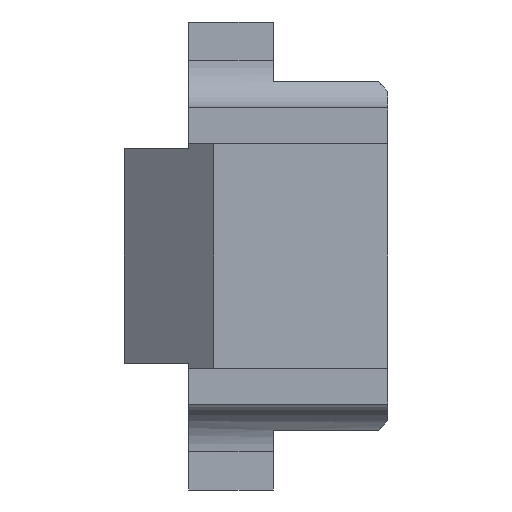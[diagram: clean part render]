
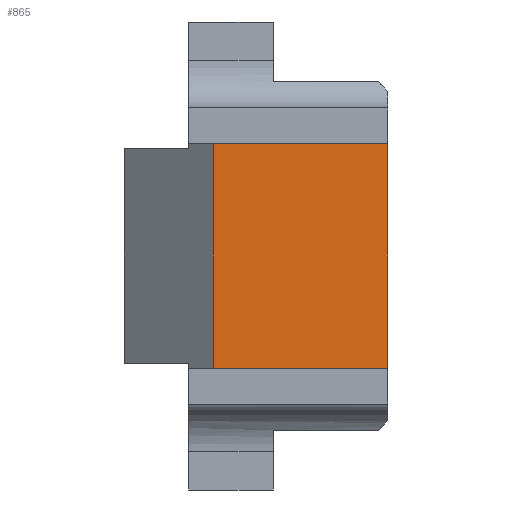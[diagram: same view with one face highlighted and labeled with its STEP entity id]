
A CAD part, front view. The second image highlights one B-rep face of the part: STEP entity #865.
In plain terms, the highlighted planar face has unit normal (0, -1, 0).
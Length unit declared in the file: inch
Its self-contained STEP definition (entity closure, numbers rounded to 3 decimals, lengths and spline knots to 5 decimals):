
#70=FACE_OUTER_BOUND('',#116,.T.);
#116=EDGE_LOOP('',(#752,#753,#754,#755));
#184=LINE('',#1387,#280);
#198=LINE('',#1414,#294);
#208=LINE('',#1436,#304);
#216=LINE('',#1457,#312);
#280=VECTOR('',#1096,0.3937);
#294=VECTOR('',#1120,0.3937);
#304=VECTOR('',#1146,0.3937);
#312=VECTOR('',#1170,0.3937);
#399=VERTEX_POINT('',#1384);
#400=VERTEX_POINT('',#1386);
#408=VERTEX_POINT('',#1412);
#412=VERTEX_POINT('',#1434);
#501=EDGE_CURVE('',#399,#400,#184,.T.);
#516=EDGE_CURVE('',#408,#399,#198,.T.);
#527=EDGE_CURVE('',#412,#408,#208,.T.);
#538=EDGE_CURVE('',#412,#400,#216,.T.);
#752=ORIENTED_EDGE('',*,*,#501,.F.);
#753=ORIENTED_EDGE('',*,*,#516,.F.);
#754=ORIENTED_EDGE('',*,*,#527,.F.);
#755=ORIENTED_EDGE('',*,*,#538,.T.);
#822=PLANE('',#947);
#865=ADVANCED_FACE('',(#70),#822,.T.);
#947=AXIS2_PLACEMENT_3D('',#1456,#1168,#1169);
#1096=DIRECTION('',(0.,0.,-1.));
#1120=DIRECTION('',(1.,0.,0.));
#1146=DIRECTION('',(0.,0.,1.));
#1168=DIRECTION('center_axis',(0.,-1.,0.));
#1169=DIRECTION('ref_axis',(0.,0.,-1.));
#1170=DIRECTION('',(1.,0.,0.));
#1384=CARTESIAN_POINT('',(-0.01,-0.4425,0.235));
#1386=CARTESIAN_POINT('',(-0.01,-0.4425,-0.235));
#1387=CARTESIAN_POINT('',(-0.01,-0.4425,-0.09375));
#1412=CARTESIAN_POINT('',(-0.375,-0.4425,0.235));
#1414=CARTESIAN_POINT('',(-0.4375,-0.4425,0.235));
#1434=CARTESIAN_POINT('',(-0.375,-0.4425,-0.235));
#1436=CARTESIAN_POINT('',(-0.375,-0.4425,-0.235));
#1456=CARTESIAN_POINT('Origin',(-0.4375,-0.4425,0.));
#1457=CARTESIAN_POINT('',(-0.4375,-0.4425,-0.235));
